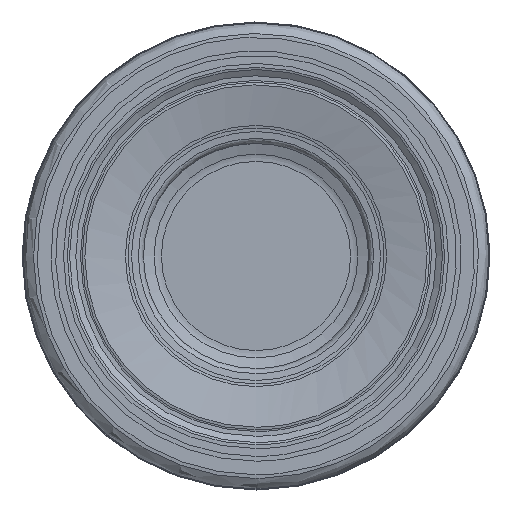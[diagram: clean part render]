
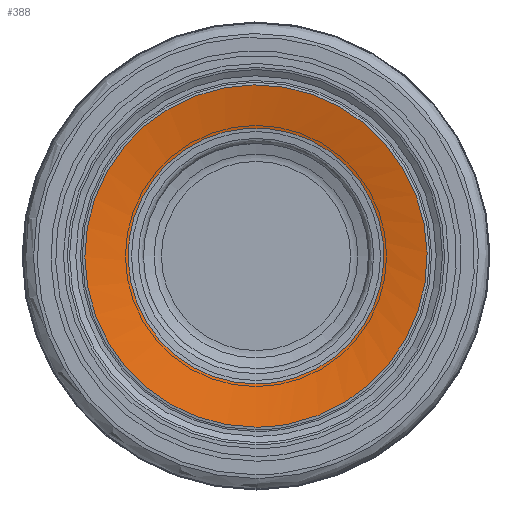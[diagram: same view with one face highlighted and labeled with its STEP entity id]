
A CAD part, left-side view. The second image highlights one B-rep face of the part: STEP entity #388.
In plain terms, the highlighted face is a revolution surface.
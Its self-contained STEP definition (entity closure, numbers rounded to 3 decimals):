
#75=SURFACE_OF_REVOLUTION('',#165,#122);
#122=AXIS1_PLACEMENT('',#1793,#1252);
#165=B_SPLINE_CURVE_WITH_KNOTS('',3,(#1774,#1775,#1776,#1777,#1778,#1779,
#1780,#1781,#1782,#1783,#1784,#1785,#1786,#1787,#1788,#1789,#1790,#1791,
#1792),.UNSPECIFIED.,.F.,.F.,(4,1,1,1,1,1,1,1,1,1,1,1,1,1,1,1,4),(0.,0.016,
0.031,0.063,0.125,0.25,0.375,0.5,0.625,0.688,0.75,0.813,0.875,0.938,
0.969,0.984,1.),.UNSPECIFIED.);
#388=ADVANCED_FACE('',(#510,#511),#75,.T.);
#510=FACE_BOUND('',#638,.T.);
#511=FACE_BOUND('',#639,.T.);
#638=EDGE_LOOP('',(#766));
#639=EDGE_LOOP('',(#767));
#766=ORIENTED_EDGE('',*,*,#905,.F.);
#767=ORIENTED_EDGE('',*,*,#904,.T.);
#840=VERTEX_POINT('',#1759);
#841=VERTEX_POINT('',#1773);
#904=EDGE_CURVE('',#840,#840,#968,.T.);
#905=EDGE_CURVE('',#841,#841,#969,.T.);
#968=CIRCLE('',#1051,6.022);
#969=CIRCLE('',#1052,8.058);
#1051=AXIS2_PLACEMENT_3D('',#1758,#1247,#1248);
#1052=AXIS2_PLACEMENT_3D('',#1772,#1250,#1251);
#1247=DIRECTION('',(1.,0.,0.));
#1248=DIRECTION('',(0.,0.,-1.));
#1250=DIRECTION('',(1.,0.,0.));
#1251=DIRECTION('',(0.,0.,-1.));
#1252=DIRECTION('',(1.,0.,0.));
#1758=CARTESIAN_POINT('',(0.694,0.,0.));
#1759=CARTESIAN_POINT('',(0.694,0.,-6.022));
#1772=CARTESIAN_POINT('',(0.238,0.,0.));
#1773=CARTESIAN_POINT('',(0.238,0.,-8.058));
#1774=CARTESIAN_POINT('',(0.694,-5.885,1.278));
#1775=CARTESIAN_POINT('',(0.692,-5.897,1.275));
#1776=CARTESIAN_POINT('',(0.688,-5.92,1.269));
#1777=CARTESIAN_POINT('',(0.679,-5.966,1.258));
#1778=CARTESIAN_POINT('',(0.664,-6.044,1.239));
#1779=CARTESIAN_POINT('',(0.633,-6.2,1.2));
#1780=CARTESIAN_POINT('',(0.583,-6.421,1.146));
#1781=CARTESIAN_POINT('',(0.522,-6.681,1.083));
#1782=CARTESIAN_POINT('',(0.462,-6.945,1.019));
#1783=CARTESIAN_POINT('',(0.413,-7.166,0.965));
#1784=CARTESIAN_POINT('',(0.375,-7.343,0.922));
#1785=CARTESIAN_POINT('',(0.346,-7.476,0.889));
#1786=CARTESIAN_POINT('',(0.317,-7.61,0.857));
#1787=CARTESIAN_POINT('',(0.291,-7.746,0.823));
#1788=CARTESIAN_POINT('',(0.267,-7.86,0.795));
#1789=CARTESIAN_POINT('',(0.253,-7.941,0.775));
#1790=CARTESIAN_POINT('',(0.248,-7.968,0.768));
#1791=CARTESIAN_POINT('',(0.243,-7.995,0.762));
#1792=CARTESIAN_POINT('',(0.238,-8.022,0.755));
#1793=CARTESIAN_POINT('',(0.,0.,0.));
